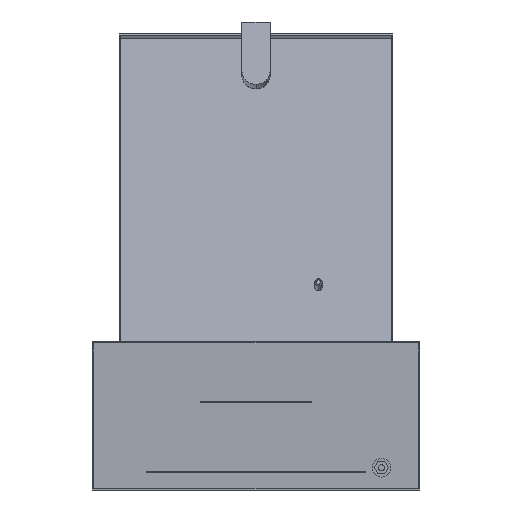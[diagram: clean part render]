
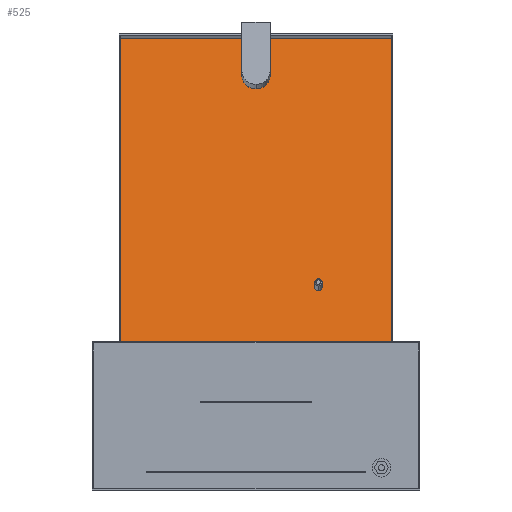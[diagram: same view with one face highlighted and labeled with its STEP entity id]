
A CAD part, left-side view. The second image highlights one B-rep face of the part: STEP entity #525.
In plain terms, the highlighted face is planar.
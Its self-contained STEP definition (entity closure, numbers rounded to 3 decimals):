
#63 = AXIS2_PLACEMENT_3D ( 'NONE', #1688, #282, #4546 ) ;
#66 = ORIENTED_EDGE ( 'NONE', *, *, #3114, .F. ) ;
#105 = ORIENTED_EDGE ( 'NONE', *, *, #114, .T. ) ;
#114 = EDGE_CURVE ( 'NONE', #996, #4800, #7149, .T. ) ;
#268 = CARTESIAN_POINT ( 'NONE',  ( 132., 0., -1. ) ) ;
#282 = DIRECTION ( 'NONE',  ( 0., 0., -1. ) ) ;
#293 = LINE ( 'NONE', #7849, #1409 ) ;
#381 = VERTEX_POINT ( 'NONE', #1730 ) ;
#525 = ADVANCED_FACE ( 'NONE', ( #8126, #5154, #7723 ), #2981, .F. ) ;
#591 = EDGE_CURVE ( 'NONE', #4038, #7099, #6097, .T. ) ;
#647 = DIRECTION ( 'NONE',  ( 1., 0., 0. ) ) ;
#694 = DIRECTION ( 'NONE',  ( 1., 0., 0. ) ) ;
#996 = VERTEX_POINT ( 'NONE', #1537 ) ;
#1211 = CIRCLE ( 'NONE', #5784, 11.5 ) ;
#1237 = DIRECTION ( 'NONE',  ( 0., 0., -1. ) ) ;
#1408 = CARTESIAN_POINT ( 'NONE',  ( -102., 0., -1. ) ) ;
#1409 = VECTOR ( 'NONE', #6591, 1000. ) ;
#1529 = EDGE_CURVE ( 'NONE', #381, #4038, #4432, .T. ) ;
#1537 = CARTESIAN_POINT ( 'NONE',  ( -90.5, 0., -1. ) ) ;
#1688 = CARTESIAN_POINT ( 'NONE',  ( 73., -50.5, -1. ) ) ;
#1724 = EDGE_CURVE ( 'NONE', #4800, #996, #1211, .T. ) ;
#1727 = CARTESIAN_POINT ( 'NONE',  ( 132., -109.5, -1. ) ) ;
#1730 = CARTESIAN_POINT ( 'NONE',  ( 132., 109.5, -1. ) ) ;
#1946 = EDGE_CURVE ( 'NONE', #4602, #4068, #5170, .T. ) ;
#2160 = EDGE_CURVE ( 'NONE', #3223, #381, #2934, .T. ) ;
#2427 = CARTESIAN_POINT ( 'NONE',  ( -132., 0., -1. ) ) ;
#2479 = CARTESIAN_POINT ( 'NONE',  ( 76., -50.5, -1. ) ) ;
#2581 = EDGE_LOOP ( 'NONE', ( #3617, #4525 ) ) ;
#2693 = CIRCLE ( 'NONE', #63, 3. ) ;
#2768 = CARTESIAN_POINT ( 'NONE',  ( 73., -50.5, -1. ) ) ;
#2789 = VECTOR ( 'NONE', #8279, 1000. ) ;
#2934 = LINE ( 'NONE', #268, #3584 ) ;
#2981 = PLANE ( 'NONE',  #6900 ) ;
#3075 = CARTESIAN_POINT ( 'NONE',  ( -113.5, 0., -1. ) ) ;
#3114 = EDGE_CURVE ( 'NONE', #7099, #3223, #293, .T. ) ;
#3223 = VERTEX_POINT ( 'NONE', #1727 ) ;
#3261 = DIRECTION ( 'NONE',  ( -1., 0., 0. ) ) ;
#3273 = DIRECTION ( 'NONE',  ( 1., 0., 0. ) ) ;
#3333 = ORIENTED_EDGE ( 'NONE', *, *, #591, .F. ) ;
#3419 = AXIS2_PLACEMENT_3D ( 'NONE', #1408, #5252, #694 ) ;
#3584 = VECTOR ( 'NONE', #7818, 1000. ) ;
#3617 = ORIENTED_EDGE ( 'NONE', *, *, #1946, .F. ) ;
#3853 = DIRECTION ( 'NONE',  ( 0., 0., 1. ) ) ;
#3997 = CARTESIAN_POINT ( 'NONE',  ( 0., 109.5, -1. ) ) ;
#4038 = VERTEX_POINT ( 'NONE', #8527 ) ;
#4068 = VERTEX_POINT ( 'NONE', #6438 ) ;
#4197 = ORIENTED_EDGE ( 'NONE', *, *, #2160, .F. ) ;
#4304 = ORIENTED_EDGE ( 'NONE', *, *, #1724, .T. ) ;
#4432 = LINE ( 'NONE', #3997, #7747 ) ;
#4460 = EDGE_LOOP ( 'NONE', ( #3333, #6546, #4197, #66 ) ) ;
#4525 = ORIENTED_EDGE ( 'NONE', *, *, #8227, .F. ) ;
#4546 = DIRECTION ( 'NONE',  ( 1., 0., 0. ) ) ;
#4602 = VERTEX_POINT ( 'NONE', #2479 ) ;
#4676 = EDGE_LOOP ( 'NONE', ( #105, #4304 ) ) ;
#4800 = VERTEX_POINT ( 'NONE', #3075 ) ;
#5154 = FACE_OUTER_BOUND ( 'NONE', #4460, .T. ) ;
#5170 = CIRCLE ( 'NONE', #6310, 3. ) ;
#5171 = CARTESIAN_POINT ( 'NONE',  ( -102., 0., -1. ) ) ;
#5252 = DIRECTION ( 'NONE',  ( 0., 0., 1. ) ) ;
#5784 = AXIS2_PLACEMENT_3D ( 'NONE', #5171, #6635, #5833 ) ;
#5833 = DIRECTION ( 'NONE',  ( 1., 0., 0. ) ) ;
#6097 = LINE ( 'NONE', #2427, #2789 ) ;
#6310 = AXIS2_PLACEMENT_3D ( 'NONE', #2768, #1237, #647 ) ;
#6438 = CARTESIAN_POINT ( 'NONE',  ( 70., -50.5, -1. ) ) ;
#6546 = ORIENTED_EDGE ( 'NONE', *, *, #1529, .F. ) ;
#6591 = DIRECTION ( 'NONE',  ( 1., 0., 0. ) ) ;
#6635 = DIRECTION ( 'NONE',  ( 0., 0., 1. ) ) ;
#6900 = AXIS2_PLACEMENT_3D ( 'NONE', #7870, #3853, #3273 ) ;
#7099 = VERTEX_POINT ( 'NONE', #8562 ) ;
#7149 = CIRCLE ( 'NONE', #3419, 11.5 ) ;
#7723 = FACE_BOUND ( 'NONE', #2581, .T. ) ;
#7747 = VECTOR ( 'NONE', #3261, 1000. ) ;
#7818 = DIRECTION ( 'NONE',  ( 0., 1., 0. ) ) ;
#7849 = CARTESIAN_POINT ( 'NONE',  ( 0., -109.5, -1. ) ) ;
#7870 = CARTESIAN_POINT ( 'NONE',  ( 0., 0., -1. ) ) ;
#8126 = FACE_BOUND ( 'NONE', #4676, .T. ) ;
#8227 = EDGE_CURVE ( 'NONE', #4068, #4602, #2693, .T. ) ;
#8279 = DIRECTION ( 'NONE',  ( 0., -1., 0. ) ) ;
#8527 = CARTESIAN_POINT ( 'NONE',  ( -132., 109.5, -1. ) ) ;
#8562 = CARTESIAN_POINT ( 'NONE',  ( -132., -109.5, -1. ) ) ;
